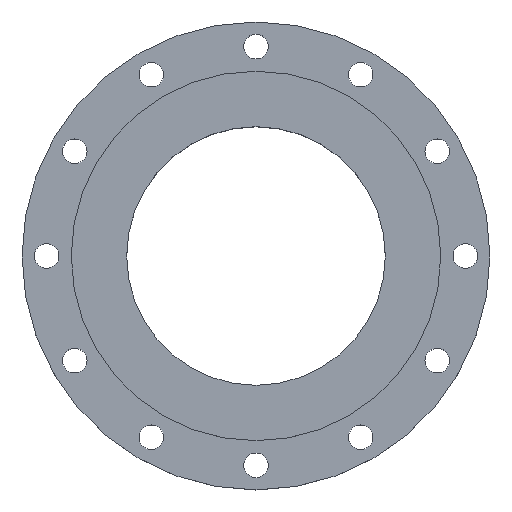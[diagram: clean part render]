
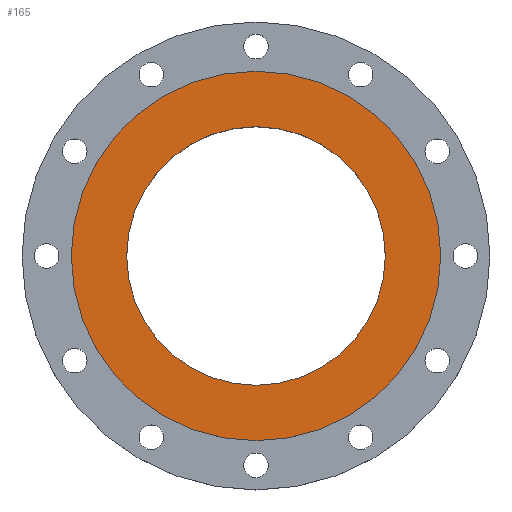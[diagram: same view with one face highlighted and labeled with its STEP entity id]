
A CAD part, top view. The second image highlights one B-rep face of the part: STEP entity #165.
In plain terms, the highlighted planar face has unit normal (0, 0, 1).
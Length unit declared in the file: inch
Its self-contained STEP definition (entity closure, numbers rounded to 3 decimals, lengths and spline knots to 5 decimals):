
#5 = AXIS2_PLACEMENT_3D ( 'NONE', #1150, #1320, #810 ) ;
#24 = DIRECTION ( 'NONE',  ( 0., 0., -1. ) ) ;
#72 = DIRECTION ( 'NONE',  ( 0., 0., 1. ) ) ;
#97 = VERTEX_POINT ( 'NONE', #540 ) ;
#125 = DIRECTION ( 'NONE',  ( 0., 0., 1. ) ) ;
#136 = CIRCLE ( 'NONE', #5, 7.5 ) ;
#149 = EDGE_CURVE ( 'NONE', #1182, #914, #669, .T. ) ;
#165 = ADVANCED_FACE ( 'NONE', ( #355, #253 ), #1063, .F. ) ;
#193 = CARTESIAN_POINT ( 'NONE',  ( 0., 0., 0. ) ) ;
#221 = ORIENTED_EDGE ( 'NONE', *, *, #149, .T. ) ;
#249 = DIRECTION ( 'NONE',  ( 0., 0., 1. ) ) ;
#253 = FACE_OUTER_BOUND ( 'NONE', #426, .T. ) ;
#289 = AXIS2_PLACEMENT_3D ( 'NONE', #193, #72, #1467 ) ;
#355 = FACE_BOUND ( 'NONE', #454, .T. ) ;
#362 = EDGE_CURVE ( 'NONE', #384, #97, #934, .T. ) ;
#384 = VERTEX_POINT ( 'NONE', #516 ) ;
#426 = EDGE_LOOP ( 'NONE', ( #221, #689 ) ) ;
#450 = EDGE_CURVE ( 'NONE', #97, #384, #966, .T. ) ;
#454 = EDGE_LOOP ( 'NONE', ( #1014, #1350 ) ) ;
#466 = AXIS2_PLACEMENT_3D ( 'NONE', #831, #249, #1046 ) ;
#516 = CARTESIAN_POINT ( 'NONE',  ( -5.25, 0., 0. ) ) ;
#540 = CARTESIAN_POINT ( 'NONE',  ( 5.25, 0., 0. ) ) ;
#578 = DIRECTION ( 'NONE',  ( 1., 0., 0. ) ) ;
#587 = CARTESIAN_POINT ( 'NONE',  ( 7.5, 0., 0. ) ) ;
#669 = CIRCLE ( 'NONE', #1382, 7.5 ) ;
#689 = ORIENTED_EDGE ( 'NONE', *, *, #1408, .T. ) ;
#715 = CARTESIAN_POINT ( 'NONE',  ( 0., 5.25, 0. ) ) ;
#810 = DIRECTION ( 'NONE',  ( 1., 0., 0. ) ) ;
#831 = CARTESIAN_POINT ( 'NONE',  ( 0., 0., 0. ) ) ;
#914 = VERTEX_POINT ( 'NONE', #1218 ) ;
#934 = CIRCLE ( 'NONE', #289, 5.25 ) ;
#966 = CIRCLE ( 'NONE', #466, 5.25 ) ;
#1014 = ORIENTED_EDGE ( 'NONE', *, *, #450, .F. ) ;
#1046 = DIRECTION ( 'NONE',  ( 1., 0., 0. ) ) ;
#1051 = CARTESIAN_POINT ( 'NONE',  ( 0., 0., 0. ) ) ;
#1063 = PLANE ( 'NONE',  #1290 ) ;
#1150 = CARTESIAN_POINT ( 'NONE',  ( 0., 0., 0. ) ) ;
#1182 = VERTEX_POINT ( 'NONE', #587 ) ;
#1218 = CARTESIAN_POINT ( 'NONE',  ( -7.5, 0., 0. ) ) ;
#1229 = DIRECTION ( 'NONE',  ( -1., 0., 0. ) ) ;
#1290 = AXIS2_PLACEMENT_3D ( 'NONE', #715, #24, #1229 ) ;
#1320 = DIRECTION ( 'NONE',  ( 0., 0., 1. ) ) ;
#1350 = ORIENTED_EDGE ( 'NONE', *, *, #362, .F. ) ;
#1382 = AXIS2_PLACEMENT_3D ( 'NONE', #1051, #125, #578 ) ;
#1408 = EDGE_CURVE ( 'NONE', #914, #1182, #136, .T. ) ;
#1467 = DIRECTION ( 'NONE',  ( 1., 0., 0. ) ) ;
